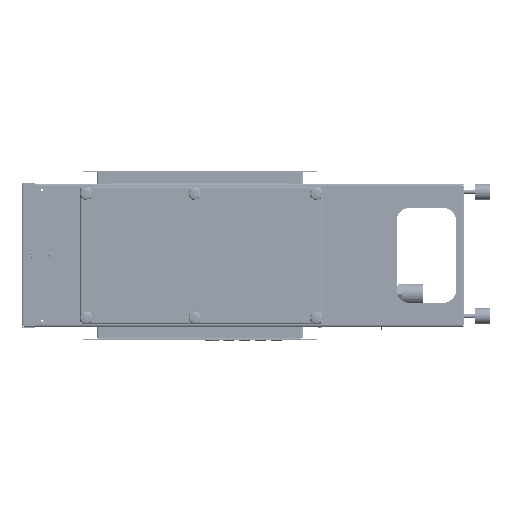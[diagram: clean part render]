
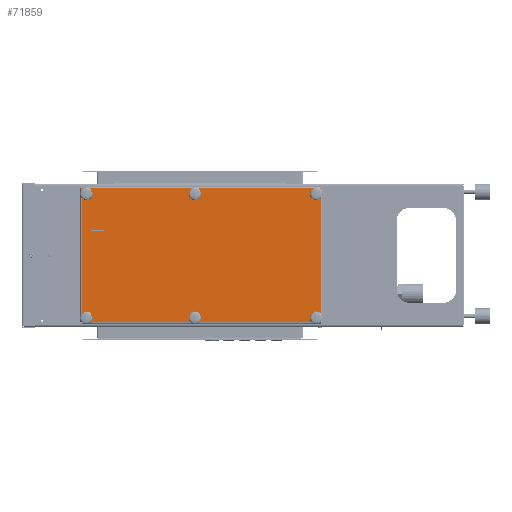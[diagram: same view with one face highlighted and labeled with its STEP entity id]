
A CAD part, left-side view. The second image highlights one B-rep face of the part: STEP entity #71859.
In plain terms, the highlighted planar face has unit normal (-1, 0, 0).
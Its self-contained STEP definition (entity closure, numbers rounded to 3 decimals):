
#4456=FACE_BOUND('',#13582,.T.);
#4457=FACE_BOUND('',#13583,.T.);
#4458=FACE_BOUND('',#13584,.T.);
#4459=FACE_BOUND('',#13585,.T.);
#4460=FACE_BOUND('',#13586,.T.);
#4461=FACE_BOUND('',#13587,.T.);
#6181=PLANE('',#77720);
#9190=FACE_OUTER_BOUND('',#13581,.T.);
#13581=EDGE_LOOP('',(#57452,#57453,#57454,#57455));
#13582=EDGE_LOOP('',(#57456));
#13583=EDGE_LOOP('',(#57457));
#13584=EDGE_LOOP('',(#57458));
#13585=EDGE_LOOP('',(#57459));
#13586=EDGE_LOOP('',(#57460));
#13587=EDGE_LOOP('',(#57461));
#19675=LINE('',#116661,#26252);
#19677=LINE('',#116672,#26254);
#19679=LINE('',#116681,#26256);
#19681=LINE('',#116685,#26258);
#26252=VECTOR('',#89302,10.);
#26254=VECTOR('',#89322,10.);
#26256=VECTOR('',#89338,10.);
#26258=VECTOR('',#89344,10.);
#30438=CIRCLE('',#77646,3.5);
#30440=CIRCLE('',#77649,3.5);
#30442=CIRCLE('',#77652,3.5);
#30444=CIRCLE('',#77655,3.5);
#30468=CIRCLE('',#77721,3.5);
#30469=CIRCLE('',#77722,3.5);
#35001=VERTEX_POINT('',#116481);
#35003=VERTEX_POINT('',#116487);
#35005=VERTEX_POINT('',#116493);
#35007=VERTEX_POINT('',#116499);
#35031=VERTEX_POINT('',#116558);
#35048=VERTEX_POINT('',#116605);
#35055=VERTEX_POINT('',#116630);
#35058=VERTEX_POINT('',#116647);
#35063=VERTEX_POINT('',#116694);
#35064=VERTEX_POINT('',#116696);
#42926=EDGE_CURVE('',#35001,#35001,#30438,.T.);
#42929=EDGE_CURVE('',#35003,#35003,#30440,.T.);
#42932=EDGE_CURVE('',#35005,#35005,#30442,.T.);
#42935=EDGE_CURVE('',#35007,#35007,#30444,.T.);
#43015=EDGE_CURVE('',#35031,#35048,#19675,.T.);
#43021=EDGE_CURVE('',#35055,#35058,#19677,.T.);
#43026=EDGE_CURVE('',#35058,#35031,#19679,.T.);
#43028=EDGE_CURVE('',#35048,#35055,#19681,.T.);
#43032=EDGE_CURVE('',#35063,#35063,#30468,.T.);
#43033=EDGE_CURVE('',#35064,#35064,#30469,.T.);
#57452=ORIENTED_EDGE('',*,*,#43015,.T.);
#57453=ORIENTED_EDGE('',*,*,#43028,.T.);
#57454=ORIENTED_EDGE('',*,*,#43021,.T.);
#57455=ORIENTED_EDGE('',*,*,#43026,.T.);
#57456=ORIENTED_EDGE('',*,*,#42926,.T.);
#57457=ORIENTED_EDGE('',*,*,#42929,.T.);
#57458=ORIENTED_EDGE('',*,*,#42932,.T.);
#57459=ORIENTED_EDGE('',*,*,#42935,.T.);
#57460=ORIENTED_EDGE('',*,*,#43032,.T.);
#57461=ORIENTED_EDGE('',*,*,#43033,.T.);
#71859=ADVANCED_FACE('',(#9190,#4456,#4457,#4458,#4459,#4460,#4461),#6181,
 .F.);
#77646=AXIS2_PLACEMENT_3D('',#116482,#89130,#89131);
#77649=AXIS2_PLACEMENT_3D('',#116488,#89137,#89138);
#77652=AXIS2_PLACEMENT_3D('',#116494,#89144,#89145);
#77655=AXIS2_PLACEMENT_3D('',#116500,#89151,#89152);
#77720=AXIS2_PLACEMENT_3D('',#116693,#89354,#89355);
#77721=AXIS2_PLACEMENT_3D('',#116695,#89356,#89357);
#77722=AXIS2_PLACEMENT_3D('',#116697,#89358,#89359);
#89130=DIRECTION('center_axis',(1.,0.,0.));
#89131=DIRECTION('ref_axis',(0.,1.,0.));
#89137=DIRECTION('center_axis',(1.,0.,0.));
#89138=DIRECTION('ref_axis',(0.,1.,0.));
#89144=DIRECTION('center_axis',(1.,0.,0.));
#89145=DIRECTION('ref_axis',(0.,1.,0.));
#89151=DIRECTION('center_axis',(1.,0.,0.));
#89152=DIRECTION('ref_axis',(0.,1.,0.));
#89302=DIRECTION('',(0.,-1.,0.));
#89322=DIRECTION('',(0.,1.,0.));
#89338=DIRECTION('',(0.,0.,-1.));
#89344=DIRECTION('',(0.,0.,1.));
#89354=DIRECTION('center_axis',(1.,0.,0.));
#89355=DIRECTION('ref_axis',(0.,0.,-1.));
#89356=DIRECTION('center_axis',(1.,0.,0.));
#89357=DIRECTION('ref_axis',(0.,1.,0.));
#89358=DIRECTION('center_axis',(1.,0.,0.));
#89359=DIRECTION('ref_axis',(0.,1.,0.));
#116481=CARTESIAN_POINT('',(-890.5,6.5,-118.5));
#116482=CARTESIAN_POINT('Origin',(-890.5,10.,-118.5));
#116487=CARTESIAN_POINT('',(-890.5,6.5,118.5));
#116488=CARTESIAN_POINT('Origin',(-890.5,10.,118.5));
#116493=CARTESIAN_POINT('',(-890.5,-223.65,-118.5));
#116494=CARTESIAN_POINT('Origin',(-890.5,-220.15,-118.5));
#116499=CARTESIAN_POINT('',(-890.5,-223.65,118.5));
#116500=CARTESIAN_POINT('Origin',(-890.5,-220.15,118.5));
#116558=CARTESIAN_POINT('',(-890.5,224.15,-127.));
#116605=CARTESIAN_POINT('',(-890.5,-228.65,-127.));
#116630=CARTESIAN_POINT('',(-890.5,-228.65,127.));
#116647=CARTESIAN_POINT('',(-890.5,224.15,127.));
#116661=CARTESIAN_POINT('',(-890.5,110.95,-127.));
#116672=CARTESIAN_POINT('',(-890.5,-115.45,127.));
#116681=CARTESIAN_POINT('',(-890.5,224.15,65.));
#116685=CARTESIAN_POINT('',(-890.5,-228.65,-65.));
#116693=CARTESIAN_POINT('Origin',(-890.5,-2.25,0.));
#116694=CARTESIAN_POINT('',(-890.5,212.15,-118.5));
#116695=CARTESIAN_POINT('Origin',(-890.5,215.65,-118.5));
#116696=CARTESIAN_POINT('',(-890.5,212.15,118.5));
#116697=CARTESIAN_POINT('Origin',(-890.5,215.65,118.5));
